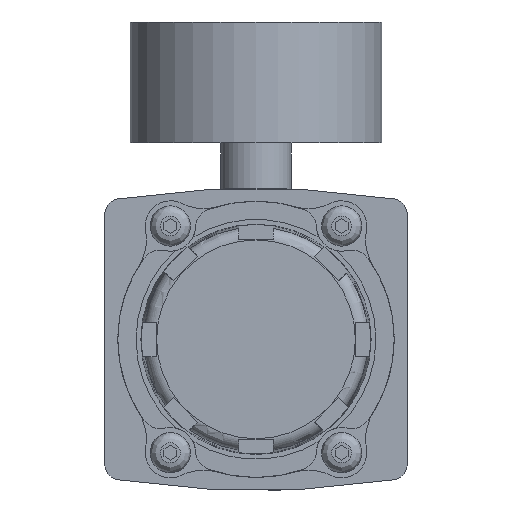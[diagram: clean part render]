
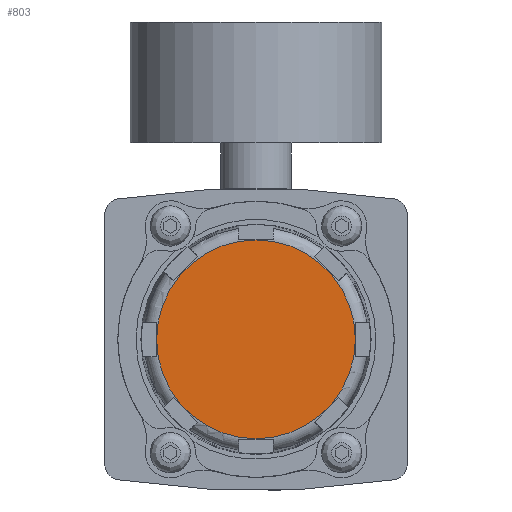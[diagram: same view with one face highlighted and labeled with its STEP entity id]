
A CAD part, front view. The second image highlights one B-rep face of the part: STEP entity #803.
In plain terms, the highlighted face is planar.
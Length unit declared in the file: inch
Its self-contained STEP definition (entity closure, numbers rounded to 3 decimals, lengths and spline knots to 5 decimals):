
#803 = ADVANCED_FACE( '', ( #1682 ), #1683, .F. );
#1682 = FACE_OUTER_BOUND( '', #2708, .T. );
#1683 = PLANE( '', #2709 );
#2708 = EDGE_LOOP( '', ( #4761 ) );
#2709 = AXIS2_PLACEMENT_3D( '', #4762, #4763, #4764 );
#4761 = ORIENTED_EDGE( '', *, *, #5667, .F. );
#4762 = CARTESIAN_POINT( '', ( 0., 2.89685, 0. ) );
#4763 = DIRECTION( '', ( 0., -1., 0. ) );
#4764 = DIRECTION( '', ( 0., 0., -1. ) );
#5667 = EDGE_CURVE( '', #6893, #6893, #6894, .T. );
#6893 = VERTEX_POINT( '', #8687 );
#6894 = CIRCLE( '', #8688, 0.77673 );
#8687 = CARTESIAN_POINT( '', ( 0., 2.89685, -0.77673 ) );
#8688 = AXIS2_PLACEMENT_3D( '', #9911, #9912, #9913 );
#9911 = CARTESIAN_POINT( '', ( 0., 2.89685, 0. ) );
#9912 = DIRECTION( '', ( 0., -1., 0. ) );
#9913 = DIRECTION( '', ( 0., 0., -1. ) );
